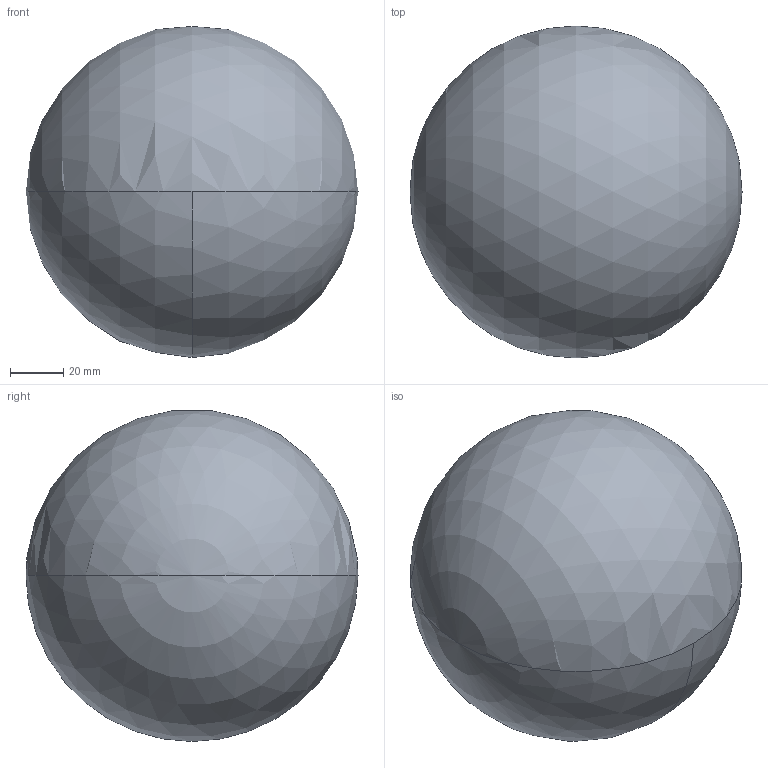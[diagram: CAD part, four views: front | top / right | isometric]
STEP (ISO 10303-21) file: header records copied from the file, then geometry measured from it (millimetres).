
FILE_DESCRIPTION (( 'STEP AP214' ), '1' );
FILE_NAME ('2022_Simon Lancer Poids 01.STEP', '2022-06-17T07:48:44', ( '' ), ( '' ), 'SwSTEP 2.0', 'SolidWorks 2018', '' );
FILE_SCHEMA (( 'AUTOMOTIVE_DESIGN' ));
Length unit declared in the file: millimetre
Products named in the file (1): 2022_Simon Lancer Poids 01
Bounding box: 125 x 125 x 124.61 mm (x, y, z)
Volume: 985046.4 mm3; surface area: 223948.4 mm2
Topology: 12 solids, 12 shells, 98 faces, 382 edges, 230 vertices
Faces by surface type: sphere 86, plane 12
Entity records: 2737 total; most frequent: DIRECTION 538, CARTESIAN_POINT 419, ORIENTED_EDGE 340, AXIS2_PLACEMENT_3D 269, EDGE_CURVE 170, CIRCLE 170, EDGE_LOOP 152, VERTEX_POINT 150
